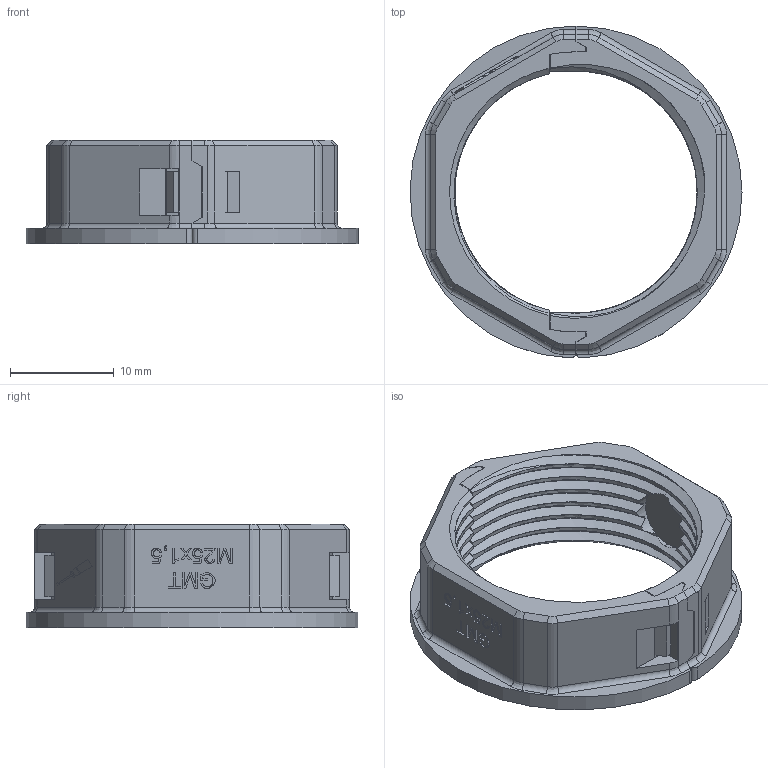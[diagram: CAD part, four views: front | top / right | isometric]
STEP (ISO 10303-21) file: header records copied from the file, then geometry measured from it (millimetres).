
FILE_DESCRIPTION (( 'STEP AP203' ), '1' );
FILE_NAME ('836105.step', '2023-06-13T19:07:22', ( '' ), ( '' ), 'SwSTEP 2.0', 'SolidWorks 2021', '' );
FILE_SCHEMA (( 'CONFIG_CONTROL_DESIGN' ));
Length unit declared in the file: inch
Products named in the file (1): 836105
Bounding box: 32 x 31.99 x 10 mm (x, y, z)
Volume: 2248.4 mm3; surface area: 3140.3 mm2
Topology: 2 solids, 2 shells, 454 faces, 1257 edges, 816 vertices
Faces by surface type: plane 225, bspline 126, cylinder 85, cone 18
Entity records: 22524 total; most frequent: CARTESIAN_POINT 12258, ORIENTED_EDGE 2514, DIRECTION 1451, EDGE_CURVE 1257, VERTEX_POINT 816, LINE 645, VECTOR 645, B_SPLINE_CURVE_WITH_KNOTS 538
